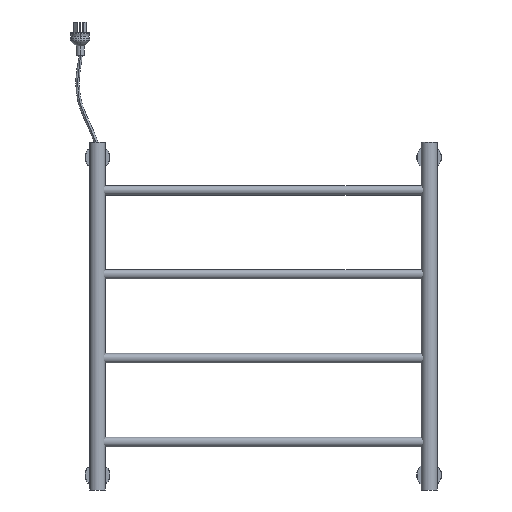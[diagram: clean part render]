
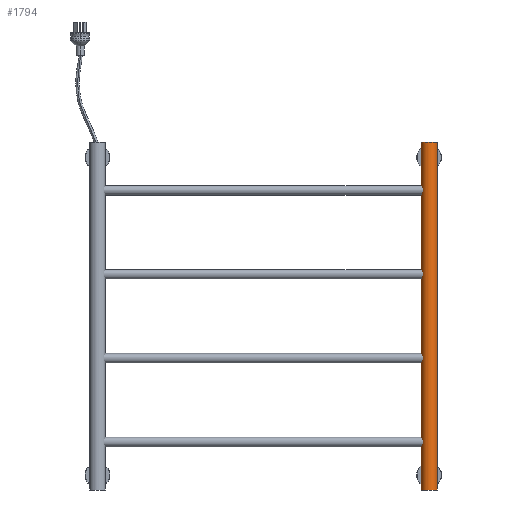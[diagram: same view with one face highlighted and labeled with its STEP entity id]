
A CAD part, front view. The second image highlights one B-rep face of the part: STEP entity #1794.
In plain terms, the highlighted cylindrical face has radius 16 mm (diameter 32 mm), a partial arc.
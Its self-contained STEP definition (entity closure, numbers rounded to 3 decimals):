
#1789 = VERTEX_POINT ( 'NONE', #1994 ) ;
#1794 = ADVANCED_FACE ( 'NONE', ( #1988 ), #2003, .T. ) ;
#1796 = EDGE_CURVE ( 'NONE', #1806, #1811, #1989, .T. ) ;
#1797 = EDGE_CURVE ( 'NONE', #1789, #1800, #2080, .T. ) ;
#1799 = EDGE_CURVE ( 'NONE', #1789, #1806, #2072, .T. ) ;
#1800 = VERTEX_POINT ( 'NONE', #2066 ) ;
#1804 = EDGE_CURVE ( 'NONE', #1800, #1811, #2076, .T. ) ;
#1805 = EDGE_LOOP ( 'NONE', ( #1823, #1836, #1826, #1816 ) ) ;
#1806 = VERTEX_POINT ( 'NONE', #2053 ) ;
#1811 = VERTEX_POINT ( 'NONE', #2054 ) ;
#1816 = ORIENTED_EDGE ( 'NONE', *, *, #1796, .T. ) ;
#1823 = ORIENTED_EDGE ( 'NONE', *, *, #1804, .F. ) ;
#1826 = ORIENTED_EDGE ( 'NONE', *, *, #1799, .T. ) ;
#1836 = ORIENTED_EDGE ( 'NONE', *, *, #1797, .F. ) ;
#1981 = CARTESIAN_POINT ( 'NONE',  ( 0., 0., 0. ) ) ;
#1982 = DIRECTION ( 'NONE',  ( -1., 0., 0. ) ) ;
#1983 = DIRECTION ( 'NONE',  ( 0., 0., -1. ) ) ;
#1987 = AXIS2_PLACEMENT_3D ( 'NONE', #1981, #2078, #2074 ) ;
#1988 = FACE_OUTER_BOUND ( 'NONE', #1805, .T. ) ;
#1989 = CIRCLE ( 'NONE', #1987, 16. ) ;
#1994 = CARTESIAN_POINT ( 'NONE',  ( -16., 0., 700. ) ) ;
#1996 = CARTESIAN_POINT ( 'NONE',  ( 0., 0., 700. ) ) ;
#2003 = CYLINDRICAL_SURFACE ( 'NONE', #2004, 16. ) ;
#2004 = AXIS2_PLACEMENT_3D ( 'NONE', #1996, #1983, #1982 ) ;
#2053 = CARTESIAN_POINT ( 'NONE',  ( -16., 0., 0. ) ) ;
#2054 = CARTESIAN_POINT ( 'NONE',  ( 16., 0., 0. ) ) ;
#2055 = CARTESIAN_POINT ( 'NONE',  ( 16., 0., 700. ) ) ;
#2063 = DIRECTION ( 'NONE',  ( 0., 0., -1. ) ) ;
#2064 = VECTOR ( 'NONE', #2063, 1000. ) ;
#2066 = CARTESIAN_POINT ( 'NONE',  ( 16., 0., 700. ) ) ;
#2067 = DIRECTION ( 'NONE',  ( 1., 0., 0. ) ) ;
#2068 = DIRECTION ( 'NONE',  ( 0., 0., 1. ) ) ;
#2071 = CARTESIAN_POINT ( 'NONE',  ( -16., 0., 700. ) ) ;
#2072 = LINE ( 'NONE', #2071, #2064 ) ;
#2073 = AXIS2_PLACEMENT_3D ( 'NONE', #2075, #2068, #2067 ) ;
#2074 = DIRECTION ( 'NONE',  ( 1., 0., 0. ) ) ;
#2075 = CARTESIAN_POINT ( 'NONE',  ( 0., 0., 700. ) ) ;
#2076 = LINE ( 'NONE', #2055, #2114 ) ;
#2078 = DIRECTION ( 'NONE',  ( 0., 0., 1. ) ) ;
#2080 = CIRCLE ( 'NONE', #2073, 16. ) ;
#2113 = DIRECTION ( 'NONE',  ( 0., 0., -1. ) ) ;
#2114 = VECTOR ( 'NONE', #2113, 1000. ) ;
